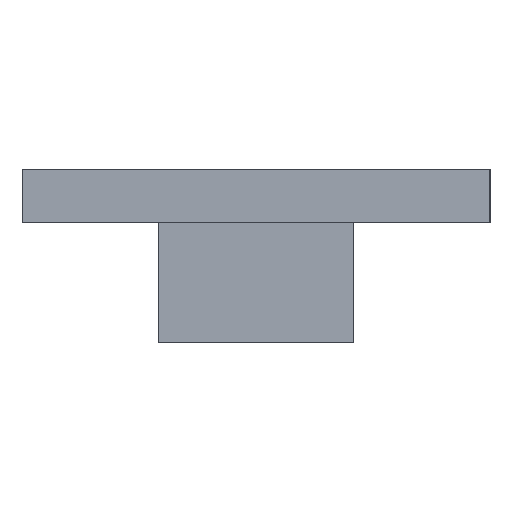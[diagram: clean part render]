
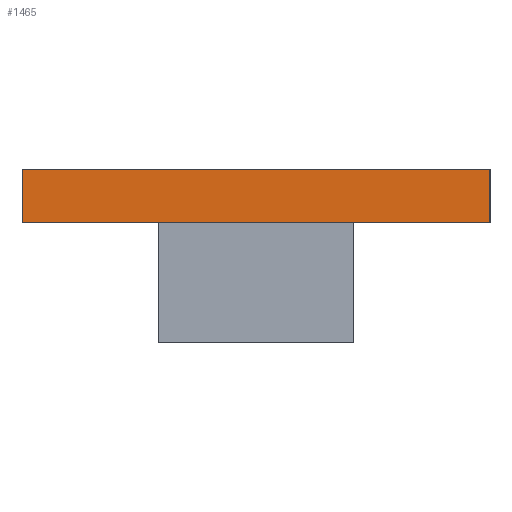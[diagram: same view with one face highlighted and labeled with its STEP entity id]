
A CAD part, left-side view. The second image highlights one B-rep face of the part: STEP entity #1465.
In plain terms, the highlighted planar face has unit normal (-1, 0, 0).
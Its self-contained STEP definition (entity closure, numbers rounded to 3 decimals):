
#66=LINE('',#2298,#194);
#67=LINE('',#2301,#195);
#68=LINE('',#2303,#196);
#69=LINE('',#2304,#197);
#194=VECTOR('',#1848,10.);
#195=VECTOR('',#1851,10.);
#196=VECTOR('',#1852,10.);
#197=VECTOR('',#1853,10.);
#401=FACE_OUTER_BOUND('',#497,.T.);
#497=EDGE_LOOP('',(#1067,#1068,#1069,#1070));
#707=VERTEX_POINT('',#2291);
#710=VERTEX_POINT('',#2296);
#711=VERTEX_POINT('',#2300);
#712=VERTEX_POINT('',#2302);
#850=EDGE_CURVE('',#707,#710,#66,.T.);
#851=EDGE_CURVE('',#711,#707,#67,.T.);
#852=EDGE_CURVE('',#712,#710,#68,.T.);
#853=EDGE_CURVE('',#711,#712,#69,.T.);
#1067=ORIENTED_EDGE('',*,*,#851,.T.);
#1068=ORIENTED_EDGE('',*,*,#850,.T.);
#1069=ORIENTED_EDGE('',*,*,#852,.F.);
#1070=ORIENTED_EDGE('',*,*,#853,.F.);
#1397=PLANE('',#1624);
#1465=ADVANCED_FACE('',(#401),#1397,.T.);
#1624=AXIS2_PLACEMENT_3D('',#2299,#1849,#1850);
#1848=DIRECTION('',(0.,0.,1.));
#1849=DIRECTION('center_axis',(-1.,0.,0.));
#1850=DIRECTION('ref_axis',(0.,-1.,0.));
#1851=DIRECTION('',(0.,-1.,0.));
#1852=DIRECTION('',(0.,-1.,0.));
#1853=DIRECTION('',(0.,0.,1.));
#2291=CARTESIAN_POINT('',(-20.,0.,19.));
#2296=CARTESIAN_POINT('',(-20.,0.,21.));
#2298=CARTESIAN_POINT('',(-20.,0.,19.));
#2299=CARTESIAN_POINT('Origin',(-20.,17.5,19.));
#2300=CARTESIAN_POINT('',(-20.,17.5,19.));
#2301=CARTESIAN_POINT('',(-20.,0.,19.));
#2302=CARTESIAN_POINT('',(-20.,17.5,21.));
#2303=CARTESIAN_POINT('',(-20.,0.,21.));
#2304=CARTESIAN_POINT('',(-20.,17.5,19.));
